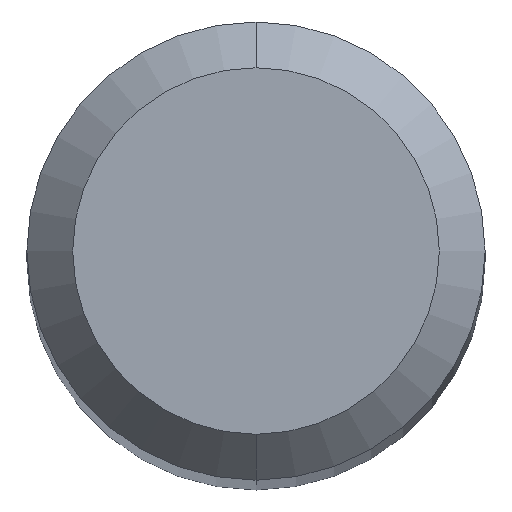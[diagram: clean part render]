
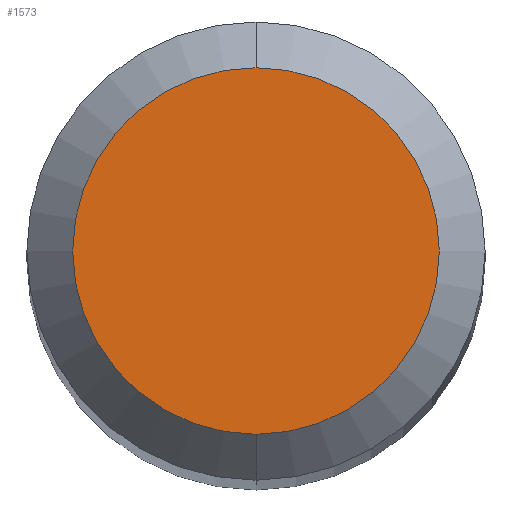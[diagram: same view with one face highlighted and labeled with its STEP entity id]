
A CAD part, top view. The second image highlights one B-rep face of the part: STEP entity #1573.
In plain terms, the highlighted planar face has unit normal (0, 0, 1).
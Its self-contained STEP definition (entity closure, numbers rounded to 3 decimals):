
#1425=VERTEX_POINT('',#2963);
#1573=ADVANCED_FACE('',(#3125),#3126,.T.);
#1955=EDGE_CURVE('',#1425,#2105,#3545,.T.);
#2105=VERTEX_POINT('',#3704);
#2197=EDGE_CURVE('',#2105,#1425,#3802,.T.);
#2963=CARTESIAN_POINT('',(0.0,1.2,0.0));
#3125=FACE_OUTER_BOUND('',#7844,.T.);
#3126=PLANE('',#7845);
#3545=CIRCLE('',#9605,1.2);
#3704=CARTESIAN_POINT('',(0.,-1.2,0.0));
#3802=CIRCLE('',#10581,1.2);
#7844=EDGE_LOOP('',(#11547,#11548));
#7845=AXIS2_PLACEMENT_3D('',#11549,#11550,#11551);
#9605=AXIS2_PLACEMENT_3D('',#11992,#11993,#11994);
#10581=AXIS2_PLACEMENT_3D('',#12232,#12233,#12234);
#11547=ORIENTED_EDGE('',*,*,#1955,.F.);
#11548=ORIENTED_EDGE('',*,*,#2197,.F.);
#11549=CARTESIAN_POINT('',(0.0,0.6,0.0));
#11550=DIRECTION('',(-0.0,0.0,1.0));
#11551=DIRECTION('',(0.0,-1.0,0.0));
#11992=CARTESIAN_POINT('',(0.0,0.0,0.0));
#11993=DIRECTION('',(0.0,0.0,-1.0));
#11994=DIRECTION('',(0.0,1.0,0.0));
#12232=CARTESIAN_POINT('',(0.0,0.0,0.0));
#12233=DIRECTION('',(0.0,0.0,-1.0));
#12234=DIRECTION('',(0.0,1.0,0.0));
